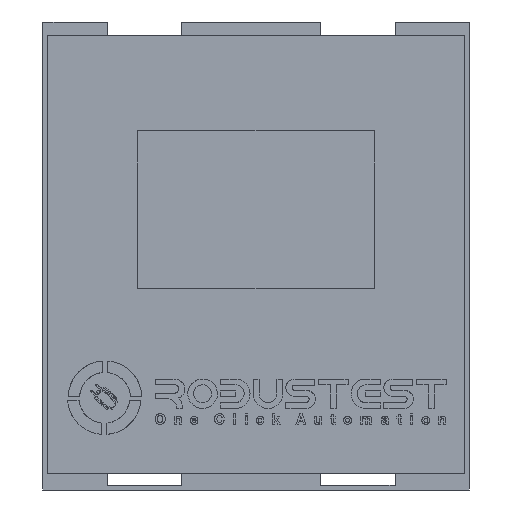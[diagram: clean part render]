
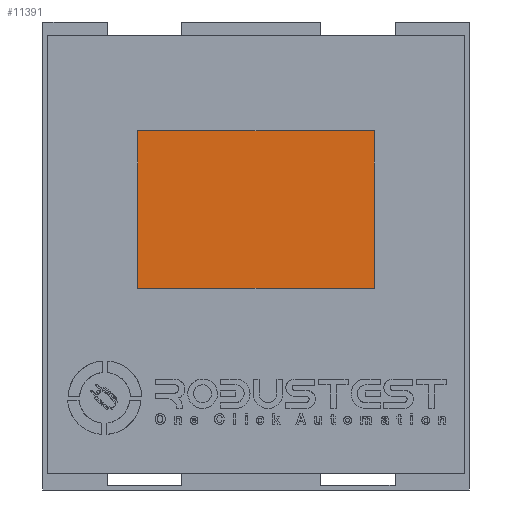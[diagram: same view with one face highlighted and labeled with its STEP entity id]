
A CAD part, front view. The second image highlights one B-rep face of the part: STEP entity #11391.
In plain terms, the highlighted planar face has unit normal (0, -1, 0).
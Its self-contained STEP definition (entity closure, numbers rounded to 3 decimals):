
#932=FACE_OUTER_BOUND('',#1567,.T.);
#1567=EDGE_LOOP('',(#7569,#7570,#7571,#7572,#7573,#7574,#7575,#7576));
#2255=LINE('',#14382,#3442);
#2258=LINE('',#14388,#3445);
#2262=LINE('',#14395,#3449);
#2269=LINE('',#14409,#3456);
#2270=LINE('',#14411,#3457);
#2271=LINE('',#14414,#3458);
#2272=LINE('',#14416,#3459);
#2273=LINE('',#14417,#3460);
#3442=VECTOR('',#12437,10.);
#3445=VECTOR('',#12442,10.);
#3449=VECTOR('',#12446,10.);
#3456=VECTOR('',#12459,10.);
#3457=VECTOR('',#12462,10.);
#3458=VECTOR('',#12465,10.);
#3459=VECTOR('',#12466,10.);
#3460=VECTOR('',#12467,10.);
#4628=VERTEX_POINT('',#14379);
#4629=VERTEX_POINT('',#14381);
#4630=VERTEX_POINT('',#14385);
#4631=VERTEX_POINT('',#14387);
#4634=VERTEX_POINT('',#14393);
#4638=VERTEX_POINT('',#14407);
#4639=VERTEX_POINT('',#14413);
#4640=VERTEX_POINT('',#14415);
#5793=EDGE_CURVE('',#4628,#4629,#2255,.T.);
#5796=EDGE_CURVE('',#4630,#4631,#2258,.T.);
#5800=EDGE_CURVE('',#4634,#4628,#2262,.T.);
#5807=EDGE_CURVE('',#4638,#4630,#2269,.T.);
#5808=EDGE_CURVE('',#4629,#4638,#2270,.T.);
#5809=EDGE_CURVE('',#4639,#4634,#2271,.T.);
#5810=EDGE_CURVE('',#4640,#4639,#2272,.T.);
#5811=EDGE_CURVE('',#4631,#4640,#2273,.T.);
#7569=ORIENTED_EDGE('',*,*,#5809,.F.);
#7570=ORIENTED_EDGE('',*,*,#5810,.F.);
#7571=ORIENTED_EDGE('',*,*,#5811,.F.);
#7572=ORIENTED_EDGE('',*,*,#5796,.F.);
#7573=ORIENTED_EDGE('',*,*,#5807,.F.);
#7574=ORIENTED_EDGE('',*,*,#5808,.F.);
#7575=ORIENTED_EDGE('',*,*,#5793,.F.);
#7576=ORIENTED_EDGE('',*,*,#5800,.F.);
#11038=PLANE('',#12053);
#11391=ADVANCED_FACE('',(#932),#11038,.F.);
#12053=AXIS2_PLACEMENT_3D('',#14412,#12463,#12464);
#12437=DIRECTION('',(0.,0.,-1.));
#12442=DIRECTION('',(1.,0.,0.));
#12446=DIRECTION('',(1.,0.,0.));
#12459=DIRECTION('',(0.,0.,1.));
#12462=DIRECTION('',(-1.,0.,0.));
#12463=DIRECTION('center_axis',(0.,1.,0.));
#12464=DIRECTION('ref_axis',(0.,0.,1.));
#12465=DIRECTION('',(0.,0.,1.));
#12466=DIRECTION('',(1.,0.,0.));
#12467=DIRECTION('',(0.,0.,-1.));
#14379=CARTESIAN_POINT('',(45.176,-2.6,33.25));
#14381=CARTESIAN_POINT('',(45.176,-2.6,6.25));
#14382=CARTESIAN_POINT('',(45.176,-2.6,33.25));
#14385=CARTESIAN_POINT('',(19.676,-2.6,33.25));
#14387=CARTESIAN_POINT('',(25.426,-2.6,33.25));
#14388=CARTESIAN_POINT('',(19.676,-2.6,33.25));
#14393=CARTESIAN_POINT('',(39.676,-2.6,33.25));
#14395=CARTESIAN_POINT('',(19.676,-2.6,33.25));
#14407=CARTESIAN_POINT('',(19.676,-2.6,6.25));
#14409=CARTESIAN_POINT('',(19.676,-2.6,6.25));
#14411=CARTESIAN_POINT('',(45.176,-2.6,6.25));
#14412=CARTESIAN_POINT('Origin',(32.426,-2.6,19.75));
#14413=CARTESIAN_POINT('',(39.676,-2.6,28.25));
#14414=CARTESIAN_POINT('',(39.676,-2.6,26.5));
#14415=CARTESIAN_POINT('',(25.426,-2.6,28.25));
#14416=CARTESIAN_POINT('',(36.051,-2.6,28.25));
#14417=CARTESIAN_POINT('',(25.426,-2.6,24.));
